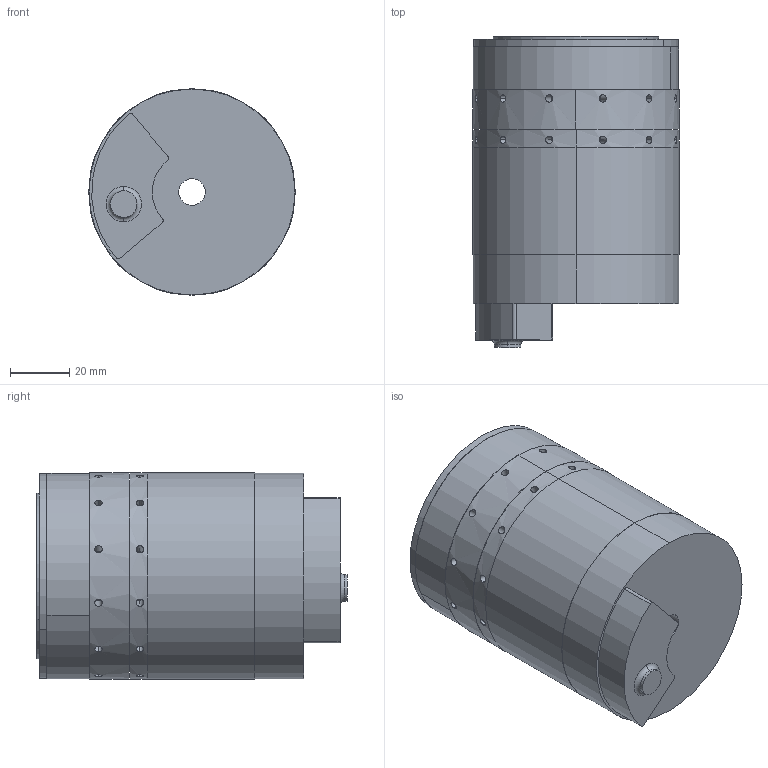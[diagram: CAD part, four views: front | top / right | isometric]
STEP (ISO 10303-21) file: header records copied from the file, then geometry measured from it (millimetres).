
FILE_DESCRIPTION (( 'STEP AP214' ), '1' );
FILE_NAME ('薯撻壽誹60-20260206.STEP', '2026-02-06T12:30:35', ( '' ), ( '' ), 'SwSTEP 2.0', 'SolidWorks 2024', '' );
FILE_SCHEMA (( 'AUTOMOTIVE_DESIGN' ));
Length unit declared in the file: millimetre
Products named in the file (1): 力矩关节60-20260206
Bounding box: 70 x 105.35 x 70 mm (x, y, z)
Volume: 348021.3 mm3; surface area: 50499.5 mm2
Topology: 2 solids, 3 shells, 239 faces, 566 edges, 316 vertices
Faces by surface type: cylinder 131, cone 77, plane 27, torus 4
Entity records: 7126 total; most frequent: CARTESIAN_POINT 1886, DIRECTION 1148, ORIENTED_EDGE 988, EDGE_CURVE 494, AXIS2_PLACEMENT_3D 468, VERTEX_POINT 316, EDGE_LOOP 300, FACE_OUTER_BOUND 239
